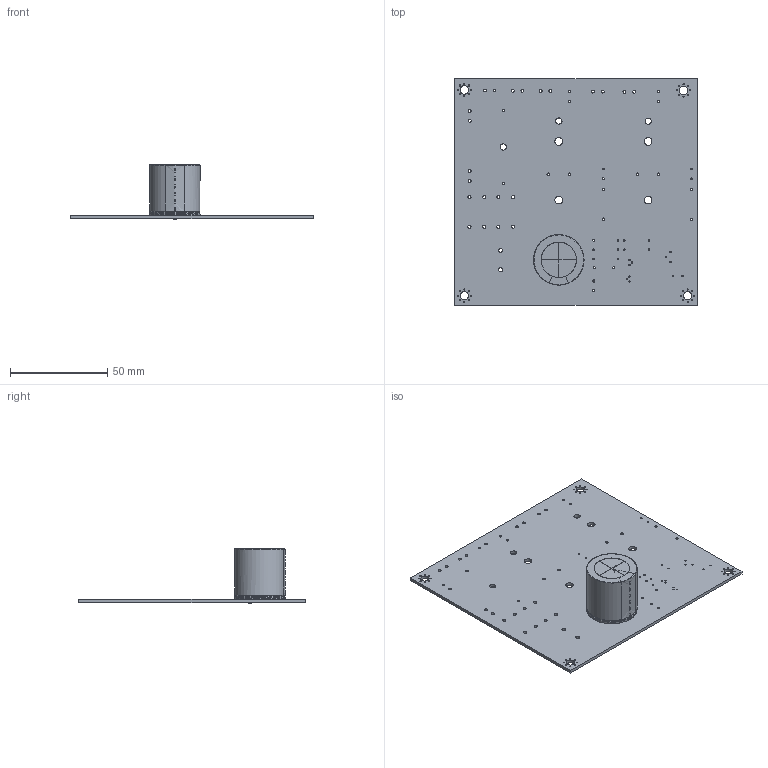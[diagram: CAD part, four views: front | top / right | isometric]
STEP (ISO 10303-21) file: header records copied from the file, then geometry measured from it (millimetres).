
FILE_DESCRIPTION(('KiCad electronic assembly'),'2;1');
FILE_NAME('EDUC-8 PSU.step','2022-10-10T13:28:21',('Pcbnew'),('Kicad'), 'Open CASCADE STEP processor 7.6','KiCad to STEP converter','Unknown' );
FILE_SCHEMA(('AUTOMOTIVE_DESIGN { 1 0 10303 214 1 1 1 1 }'));
Length unit declared in the file: millimetre
Products named in the file (4): EDUC-8 PSU 1; CP_Radial_D26.0mm_P10.00mm_SnapIn; SOLID; EDUC-8 PSU PCB
Assembly tree (3 placements, depth 3):
  EDUC-8 PSU 1
    CP_Radial_D26.0mm_P10.00mm_SnapIn
      SOLID
    EDUC-8 PSU PCB
Bounding box: 125 x 116.84 x 28 mm (x, y, z)
Volume: 36796.7 mm3; surface area: 34014.3 mm2
Topology: 2 solids, 3 shells, 170 faces, 488 edges, 331 vertices
Faces by surface type: cylinder 112, bspline 52, plane 6
Full cylindrical faces by diameter (mm): 0.6 x32, 0.7 x9, 0.8 x16, 1.1 x2, 1.2 x10, 1.3 x6, 1.5 x14, 1.6 x8, 2 x4, 3.2 x3, 4 x4, 4.3 x4
Entity records: 14590 total; most frequent: CARTESIAN_POINT 5396, DIRECTION 1288, ORIENTED_EDGE 976, PCURVE 976, DEFINITIONAL_REPRESENTATION 976, LINE 596, VECTOR 596, EDGE_CURVE 488
